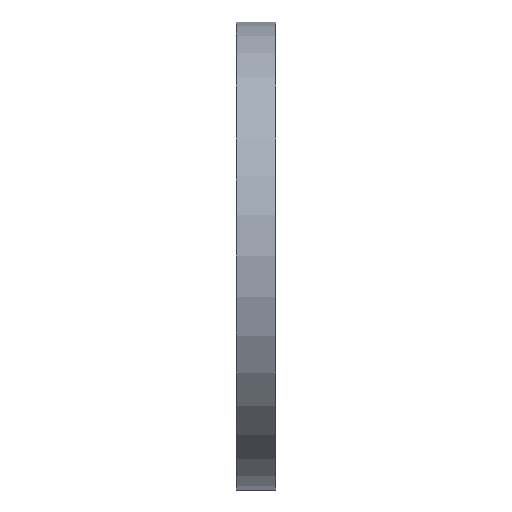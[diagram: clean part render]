
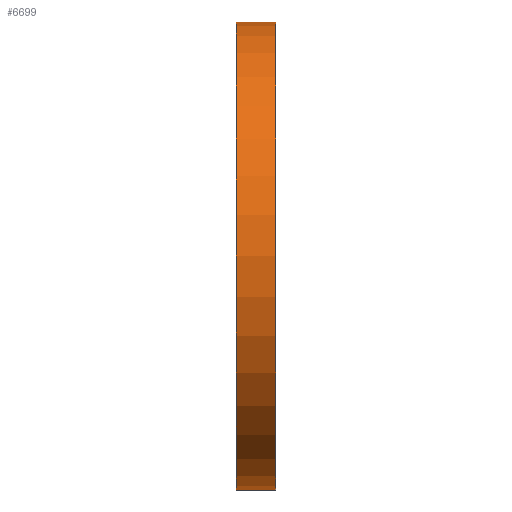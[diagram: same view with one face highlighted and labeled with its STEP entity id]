
A CAD part, left-side view. The second image highlights one B-rep face of the part: STEP entity #6699.
In plain terms, the highlighted cylindrical face has radius 38.1 mm (diameter 76.2 mm), a partial arc.
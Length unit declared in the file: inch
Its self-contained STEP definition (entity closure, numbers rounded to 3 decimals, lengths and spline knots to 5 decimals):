
#140 = ORIENTED_EDGE ( 'NONE', *, *, #4168, .F. ) ;
#362 = FACE_OUTER_BOUND ( 'NONE', #14625, .T. ) ;
#1521 = VECTOR ( 'NONE', #3095, 39.37008 ) ;
#2375 = EDGE_CURVE ( 'NONE', #5132, #15043, #17159, .T. ) ;
#2556 = AXIS2_PLACEMENT_3D ( 'NONE', #5428, #15735, #14285 ) ;
#2997 = VERTEX_POINT ( 'NONE', #14829 ) ;
#3095 = DIRECTION ( 'NONE',  ( 0., -1., 0. ) ) ;
#3210 = DIRECTION ( 'NONE',  ( 0., -1., 0. ) ) ;
#3790 = CYLINDRICAL_SURFACE ( 'NONE', #2556, 1.5 ) ;
#3922 = CARTESIAN_POINT ( 'NONE',  ( -0.55006, 0., 0. ) ) ;
#4168 = EDGE_CURVE ( 'NONE', #2997, #5132, #11377, .T. ) ;
#4741 = EDGE_CURVE ( 'NONE', #2997, #5520, #14917, .T. ) ;
#5132 = VERTEX_POINT ( 'NONE', #7042 ) ;
#5404 = DIRECTION ( 'NONE',  ( 0., 0., 1. ) ) ;
#5428 = CARTESIAN_POINT ( 'NONE',  ( -0.55006, 0.25, 0. ) ) ;
#5520 = VERTEX_POINT ( 'NONE', #5695 ) ;
#5695 = CARTESIAN_POINT ( 'NONE',  ( -0.55006, 0., -1.5 ) ) ;
#6578 = ORIENTED_EDGE ( 'NONE', *, *, #2375, .F. ) ;
#6699 = ADVANCED_FACE ( 'NONE', ( #362 ), #3790, .T. ) ;
#6745 = CARTESIAN_POINT ( 'NONE',  ( -0.55006, 0.25, 0. ) ) ;
#7042 = CARTESIAN_POINT ( 'NONE',  ( -0.55006, 0.25, 1.5 ) ) ;
#7070 = VECTOR ( 'NONE', #3210, 39.37008 ) ;
#8227 = DIRECTION ( 'NONE',  ( 0., 0., 1. ) ) ;
#8731 = ORIENTED_EDGE ( 'NONE', *, *, #11981, .T. ) ;
#10307 = AXIS2_PLACEMENT_3D ( 'NONE', #3922, #14247, #5404 ) ;
#11377 = CIRCLE ( 'NONE', #16354, 1.5 ) ;
#11981 = EDGE_CURVE ( 'NONE', #5520, #15043, #15328, .T. ) ;
#14247 = DIRECTION ( 'NONE',  ( 0., 1., 0. ) ) ;
#14285 = DIRECTION ( 'NONE',  ( 0., 0., -1. ) ) ;
#14625 = EDGE_LOOP ( 'NONE', ( #8731, #6578, #140, #17384 ) ) ;
#14829 = CARTESIAN_POINT ( 'NONE',  ( -0.55006, 0.25, -1.5 ) ) ;
#14917 = LINE ( 'NONE', #14988, #7070 ) ;
#14988 = CARTESIAN_POINT ( 'NONE',  ( -0.55006, 0.25, -1.5 ) ) ;
#15043 = VERTEX_POINT ( 'NONE', #15935 ) ;
#15328 = CIRCLE ( 'NONE', #10307, 1.5 ) ;
#15735 = DIRECTION ( 'NONE',  ( 0., -1., 0. ) ) ;
#15935 = CARTESIAN_POINT ( 'NONE',  ( -0.55006, 0., 1.5 ) ) ;
#16354 = AXIS2_PLACEMENT_3D ( 'NONE', #6745, #17039, #8227 ) ;
#17039 = DIRECTION ( 'NONE',  ( 0., 1., 0. ) ) ;
#17159 = LINE ( 'NONE', #17763, #1521 ) ;
#17384 = ORIENTED_EDGE ( 'NONE', *, *, #4741, .T. ) ;
#17763 = CARTESIAN_POINT ( 'NONE',  ( -0.55006, 0.25, 1.5 ) ) ;
